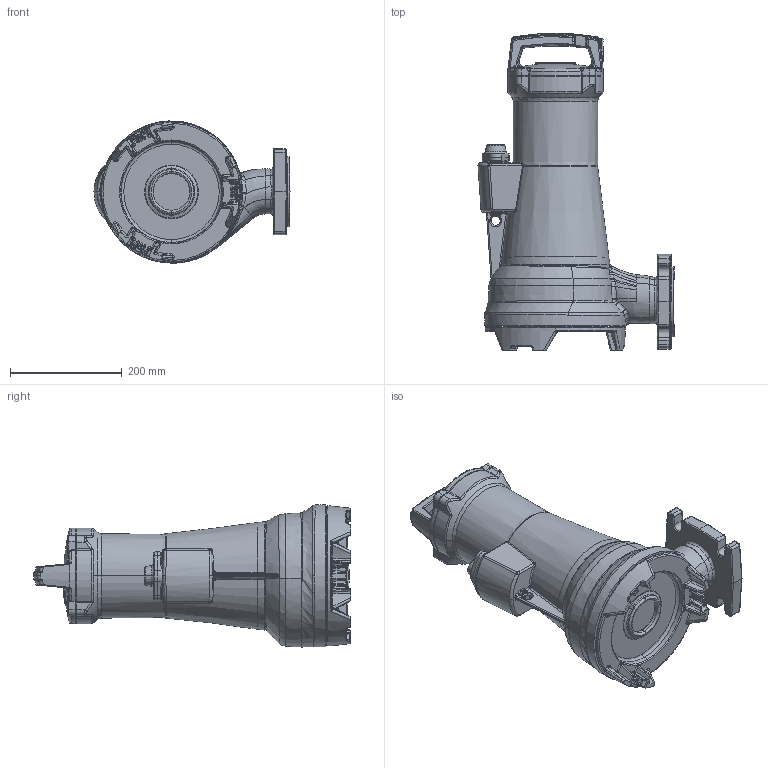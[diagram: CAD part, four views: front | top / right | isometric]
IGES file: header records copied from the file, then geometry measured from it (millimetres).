
Start section:  PTC IGES file: drainex_600.igs
Global section: file name: drainex_600.igs; native system: Pro/ENGINEER by Parametric Technology Corporation; preprocessor: 2008150; author: usuari; organization: Unknown; date: 20151014.101659; units: millimetre
Bounding box: 350.64 x 567.28 x 254.24 mm (x, y, z)
Surface area: 954206.5 mm2 (no closed solid volume)
Topology: 0 solids, 0 shells, 1707 faces, 7974 edges, 7946 vertices
Faces by surface type: bspline 944, revolution 763
